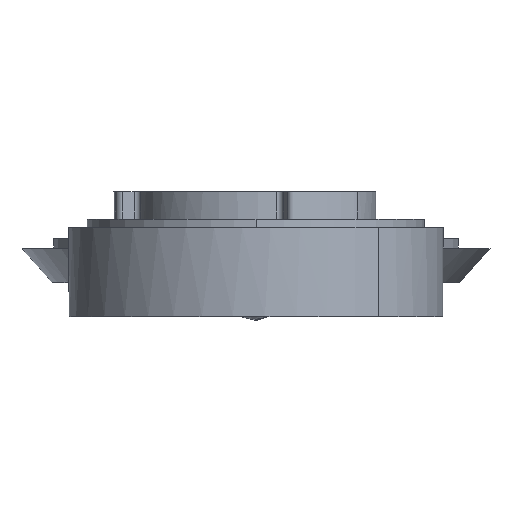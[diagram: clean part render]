
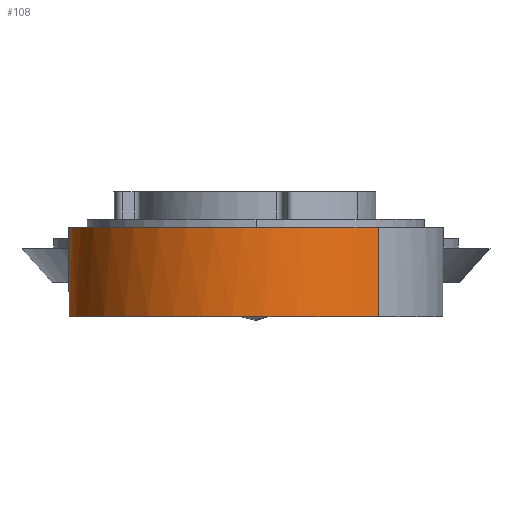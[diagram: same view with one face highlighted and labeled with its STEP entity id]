
A CAD part, left-side view. The second image highlights one B-rep face of the part: STEP entity #108.
In plain terms, the highlighted free-form (B-spline) face has degree [1, 2] with [2, 5] control points.
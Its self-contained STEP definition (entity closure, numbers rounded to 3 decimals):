
#108=ADVANCED_FACE('',(#280),#2797,.T.);
#280=FACE_OUTER_BOUND('',#456,.T.);
#456=EDGE_LOOP('',(#934,#935,#936,#937));
#934=ORIENTED_EDGE('',*,*,#1668,.F.);
#935=ORIENTED_EDGE('',*,*,#1666,.T.);
#936=ORIENTED_EDGE('',*,*,#1665,.T.);
#937=ORIENTED_EDGE('',*,*,#1678,.F.);
#1665=EDGE_CURVE('',#2518,#2527,#2084,.T.);
#1666=EDGE_CURVE('',#2519,#2518,#2348,.T.);
#1668=EDGE_CURVE('',#2519,#2526,#2086,.T.);
#1678=EDGE_CURVE('',#2526,#2527,#2096,.T.);
#2084=(
BOUNDED_CURVE()
B_SPLINE_CURVE(2,(#4656,#4657,#4658,#4659,#4660,#4661,#4662),
 .UNSPECIFIED.,.F.,.F.)
B_SPLINE_CURVE_WITH_KNOTS((3,2,2,3),(-63.303,-51.522,
-25.761,-11.781),.UNSPECIFIED.)
CURVE()
GEOMETRIC_REPRESENTATION_ITEM()
RATIONAL_B_SPLINE_CURVE((1.,0.937,1.,0.707,1.,0.91,
1.))
REPRESENTATION_ITEM('')
);
#2086=(
BOUNDED_CURVE()
B_SPLINE_CURVE(2,(#4672,#4673,#4674,#4675,#4676,#4677,#4678),
 .UNSPECIFIED.,.F.,.F.)
B_SPLINE_CURVE_WITH_KNOTS((3,2,2,3),(-63.303,-42.533,
-21.764,-11.356),.UNSPECIFIED.)
CURVE()
GEOMETRIC_REPRESENTATION_ITEM()
RATIONAL_B_SPLINE_CURVE((1.,0.809,1.,0.809,1.,0.951,
1.))
REPRESENTATION_ITEM('')
);
#2096=(
BOUNDED_CURVE()
B_SPLINE_CURVE(1,(#4719,#4720),.UNSPECIFIED.,.F.,.F.)
B_SPLINE_CURVE_WITH_KNOTS((2,2),(123.514,128.513),
 .UNSPECIFIED.)
CURVE()
GEOMETRIC_REPRESENTATION_ITEM()
RATIONAL_B_SPLINE_CURVE((1.,1.))
REPRESENTATION_ITEM('')
);
#2348=B_SPLINE_CURVE_WITH_KNOTS('',1,(#4663,#4664),.UNSPECIFIED.,.F.,.F.,
(2,2),(123.514,128.514),.UNSPECIFIED.);
#2518=VERTEX_POINT('',#3911);
#2519=VERTEX_POINT('',#3912);
#2526=VERTEX_POINT('',#3919);
#2527=VERTEX_POINT('',#3920);
#2797=(
BOUNDED_SURFACE()
B_SPLINE_SURFACE(1,2,((#3746,#3747,#3748,#3749,#3750),(#3751,#3752,#3753,
#3754,#3755)),.UNSPECIFIED.,.F.,.F.,.F.)
B_SPLINE_SURFACE_WITH_KNOTS((2,2),(3,2,3),(123.514,128.514),
(495.468,521.23,546.991),.UNSPECIFIED.)
GEOMETRIC_REPRESENTATION_ITEM()
RATIONAL_B_SPLINE_SURFACE(((1.,0.707,1.,0.707,1.),
(1.,0.707,1.,0.707,1.)))
REPRESENTATION_ITEM('')
SURFACE()
);
#3746=CARTESIAN_POINT('',(-35.334,-10.748,17.93));
#3747=CARTESIAN_POINT('',(-46.205,1.851,17.93));
#3748=CARTESIAN_POINT('',(-33.679,12.262,17.93));
#3749=CARTESIAN_POINT('',(-21.076,23.609,17.93));
#3750=CARTESIAN_POINT('',(-10.685,10.624,17.93));
#3751=CARTESIAN_POINT('',(-35.334,-10.748,25.73));
#3752=CARTESIAN_POINT('',(-46.562,1.569,25.73));
#3753=CARTESIAN_POINT('',(-33.573,12.217,25.73));
#3754=CARTESIAN_POINT('',(-21.504,23.792,25.73));
#3755=CARTESIAN_POINT('',(-10.721,10.61,25.73));
#3911=CARTESIAN_POINT('',(-35.334,-10.748,25.73));
#3912=CARTESIAN_POINT('',(-35.334,-10.748,17.93));
#3919=CARTESIAN_POINT('',(-10.552,10.739,17.93));
#3920=CARTESIAN_POINT('',(-10.561,10.749,25.73));
#4656=CARTESIAN_POINT('',(-35.334,-10.748,25.73));
#4657=CARTESIAN_POINT('',(-39.347,-6.123,25.73));
#4658=CARTESIAN_POINT('',(-39.347,0.,25.73));
#4659=CARTESIAN_POINT('',(-39.347,16.4,25.73));
#4660=CARTESIAN_POINT('',(-22.947,16.4,25.73));
#4661=CARTESIAN_POINT('',(-15.465,16.4,25.73));
#4662=CARTESIAN_POINT('',(-10.561,10.749,25.73));
#4663=CARTESIAN_POINT('',(-35.334,-10.748,17.93));
#4664=CARTESIAN_POINT('',(-35.334,-10.748,25.73));
#4672=CARTESIAN_POINT('',(-35.334,-10.748,17.93));
#4673=CARTESIAN_POINT('',(-43.148,-1.743,17.93));
#4674=CARTESIAN_POINT('',(-36.993,8.467,17.93));
#4675=CARTESIAN_POINT('',(-30.837,18.677,17.93));
#4676=CARTESIAN_POINT('',(-19.226,15.972,17.93));
#4677=CARTESIAN_POINT('',(-14.039,14.764,17.93));
#4678=CARTESIAN_POINT('',(-10.552,10.739,17.93));
#4719=CARTESIAN_POINT('',(-10.685,10.624,17.93));
#4720=CARTESIAN_POINT('',(-10.721,10.61,25.729));
